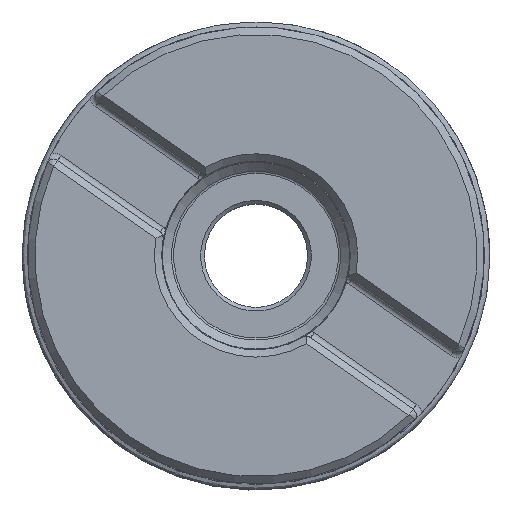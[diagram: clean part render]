
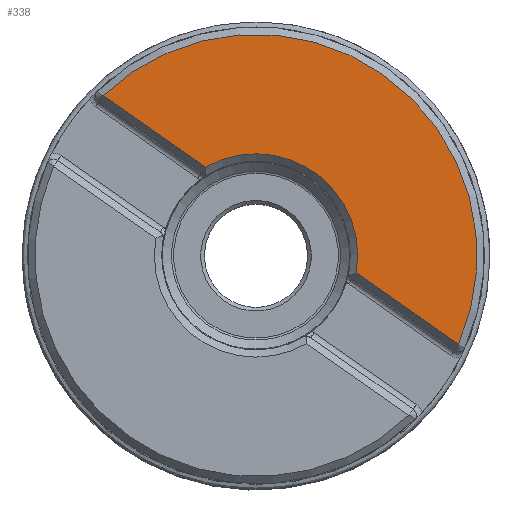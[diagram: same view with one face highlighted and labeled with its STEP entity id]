
A CAD part, top view. The second image highlights one B-rep face of the part: STEP entity #338.
In plain terms, the highlighted planar face has unit normal (0, 0, 1).
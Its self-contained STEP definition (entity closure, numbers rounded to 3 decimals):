
#338=ADVANCED_FACE('',(#457),#441,.T.);
#441=PLANE('',#1500);
#457=FACE_OUTER_BOUND('',#507,.T.);
#507=EDGE_LOOP('',(#747,#748,#749,#750));
#663=CIRCLE('',#1498,30.);
#664=CIRCLE('',#1499,13.799);
#747=ORIENTED_EDGE('',*,*,#1231,.F.);
#748=ORIENTED_EDGE('',*,*,#1232,.T.);
#749=ORIENTED_EDGE('',*,*,#1233,.F.);
#750=ORIENTED_EDGE('',*,*,#1234,.T.);
#1103=VERTEX_POINT('',#2089);
#1104=VERTEX_POINT('',#2090);
#1105=VERTEX_POINT('',#2092);
#1106=VERTEX_POINT('',#2094);
#1231=EDGE_CURVE('',#1103,#1104,#1409,.T.);
#1232=EDGE_CURVE('',#1103,#1105,#663,.T.);
#1233=EDGE_CURVE('',#1106,#1105,#1410,.T.);
#1234=EDGE_CURVE('',#1106,#1104,#664,.T.);
#1409=LINE('',#2088,#1453);
#1410=LINE('',#2093,#1454);
#1453=VECTOR('',#1674,1.);
#1454=VECTOR('',#1677,1.);
#1498=AXIS2_PLACEMENT_3D('',#2091,#1675,#1676);
#1499=AXIS2_PLACEMENT_3D('',#2095,#1678,#1679);
#1500=AXIS2_PLACEMENT_3D('',#2096,#1680,#1681);
#1674=DIRECTION('',(-0.819,0.574,0.));
#1675=DIRECTION('',(0.,0.,1.));
#1676=DIRECTION('',(1.,0.,0.));
#1677=DIRECTION('',(-0.819,0.574,0.));
#1678=DIRECTION('',(0.,0.,-1.));
#1679=DIRECTION('',(-0.574,-0.819,0.));
#1680=DIRECTION('',(0.,0.,1.));
#1681=DIRECTION('',(1.,0.,0.));
#2088=CARTESIAN_POINT('',(27.483,-12.075,0.));
#2089=CARTESIAN_POINT('',(27.467,-12.064,0.));
#2090=CARTESIAN_POINT('',(13.597,-2.352,0.));
#2091=CARTESIAN_POINT('',(0.,0.,0.));
#2092=CARTESIAN_POINT('',(-20.731,21.685,0.));
#2093=CARTESIAN_POINT('',(27.483,-12.075,0.));
#2094=CARTESIAN_POINT('',(-6.86,11.973,0.));
#2095=CARTESIAN_POINT('',(0.,0.,0.));
#2096=CARTESIAN_POINT('',(0.,0.,0.));
